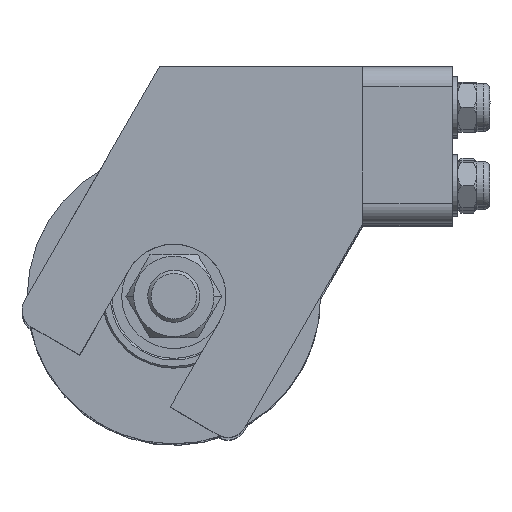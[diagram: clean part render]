
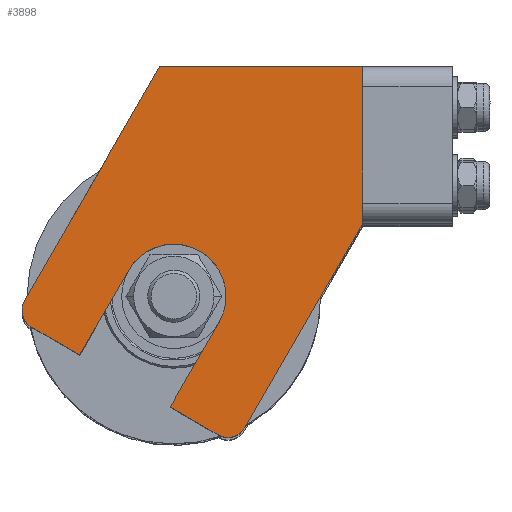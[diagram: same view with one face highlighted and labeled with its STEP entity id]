
A CAD part, top view. The second image highlights one B-rep face of the part: STEP entity #3898.
In plain terms, the highlighted face is planar.
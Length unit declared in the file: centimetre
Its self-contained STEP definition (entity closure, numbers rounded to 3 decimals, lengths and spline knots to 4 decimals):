
#370=VECTOR('',#4913,1.);
#378=VECTOR('',#4922,1.);
#379=VECTOR('',#4925,1.);
#380=VECTOR('',#4926,1.);
#381=VECTOR('',#4929,1.);
#382=VECTOR('',#4930,1.);
#383=VECTOR('',#4933,1.);
#384=VECTOR('',#4934,1.);
#623=LINE('',#6143,#370);
#631=LINE('',#6159,#378);
#632=LINE('',#6163,#379);
#633=LINE('',#6165,#380);
#634=LINE('',#6169,#381);
#635=LINE('',#6171,#382);
#636=LINE('',#6175,#383);
#637=LINE('',#6177,#384);
#1253=PLANE('',#4198);
#1481=VERTEX_POINT('',#6142);
#1482=VERTEX_POINT('',#6144);
#1489=VERTEX_POINT('',#6160);
#1490=VERTEX_POINT('',#6162);
#1491=VERTEX_POINT('',#6164);
#1492=VERTEX_POINT('',#6166);
#1493=VERTEX_POINT('',#6168);
#1494=VERTEX_POINT('',#6170);
#1495=VERTEX_POINT('',#6172);
#1496=VERTEX_POINT('',#6174);
#1497=VERTEX_POINT('',#6176);
#1738=CIRCLE('',#4199,0.3);
#1739=CIRCLE('',#4200,0.8);
#1740=CIRCLE('',#4201,0.3);
#2070=EDGE_CURVE('',#1482,#1481,#623,.T.);
#2078=EDGE_CURVE('',#1489,#1481,#631,.T.);
#2079=EDGE_CURVE('',#1490,#1489,#1738,.T.);
#2080=EDGE_CURVE('',#1491,#1490,#632,.T.);
#2081=EDGE_CURVE('',#1492,#1491,#633,.T.);
#2082=EDGE_CURVE('',#1493,#1492,#1739,.T.);
#2083=EDGE_CURVE('',#1494,#1493,#634,.T.);
#2084=EDGE_CURVE('',#1495,#1494,#635,.T.);
#2085=EDGE_CURVE('',#1496,#1495,#1740,.T.);
#2086=EDGE_CURVE('',#1497,#1496,#636,.T.);
#2087=EDGE_CURVE('',#1482,#1497,#637,.T.);
#2822=ORIENTED_EDGE('',*,*,#2078,.F.);
#2823=ORIENTED_EDGE('',*,*,#2079,.F.);
#2824=ORIENTED_EDGE('',*,*,#2080,.F.);
#2825=ORIENTED_EDGE('',*,*,#2081,.F.);
#2826=ORIENTED_EDGE('',*,*,#2082,.F.);
#2827=ORIENTED_EDGE('',*,*,#2083,.F.);
#2828=ORIENTED_EDGE('',*,*,#2084,.F.);
#2829=ORIENTED_EDGE('',*,*,#2085,.F.);
#2830=ORIENTED_EDGE('',*,*,#2086,.F.);
#2831=ORIENTED_EDGE('',*,*,#2087,.F.);
#2832=ORIENTED_EDGE('',*,*,#2070,.T.);
#3407=EDGE_LOOP('',(#2822,#2823,#2824,#2825,#2826,#2827,#2828,#2829,#2830,
#2831,#2832));
#3670=FACE_BOUND('',#3407,.T.);
#3898=ADVANCED_FACE('',(#3670),#1253,.F.);
#4198=AXIS2_PLACEMENT_3D('',#6158,#4921,$);
#4199=AXIS2_PLACEMENT_3D('',#6161,#4923,#4924);
#4200=AXIS2_PLACEMENT_3D('',#6167,#4927,#4928);
#4201=AXIS2_PLACEMENT_3D('',#6173,#4931,#4932);
#4913=DIRECTION('',(0.,1.,0.));
#4921=DIRECTION('',(0.,0.,1.));
#4922=DIRECTION('',(-0.866,-0.5,0.));
#4923=DIRECTION('',(0.,0.,1.));
#4924=DIRECTION('',(-0.3,0.,0.));
#4925=DIRECTION('',(-0.5,0.866,0.));
#4926=DIRECTION('',(0.866,0.5,0.));
#4927=DIRECTION('',(0.,0.,-1.));
#4928=DIRECTION('',(-0.8,0.,0.));
#4929=DIRECTION('',(-0.866,-0.5,0.));
#4930=DIRECTION('',(-0.5,0.866,0.));
#4931=DIRECTION('',(0.,0.,1.));
#4932=DIRECTION('',(-0.3,0.,0.));
#4933=DIRECTION('',(0.866,0.5,0.));
#4934=DIRECTION('',(1.,0.,0.));
#6142=CARTESIAN_POINT('',(0.,3.1177,-0.25));
#6143=CARTESIAN_POINT('',(0.,2.,-0.25));
#6144=CARTESIAN_POINT('',(0.,0.,-0.25));
#6158=CARTESIAN_POINT('',(2.8073,2.2777,-0.25));
#6159=CARTESIAN_POINT('',(2.3,4.4456,-0.25));
#6160=CARTESIAN_POINT('',(3.5863,5.1883,-0.25));
#6161=CARTESIAN_POINT('',(3.7363,4.9285,-0.25));
#6162=CARTESIAN_POINT('',(3.9962,5.0785,-0.25));
#6163=CARTESIAN_POINT('',(3.9962,5.0785,-0.25));
#6164=CARTESIAN_POINT('',(4.4212,4.3423,-0.25));
#6165=CARTESIAN_POINT('',(4.4212,4.3423,-0.25));
#6166=CARTESIAN_POINT('',(3.1221,3.5923,-0.25));
#6167=CARTESIAN_POINT('',(3.5221,2.8995,-0.25));
#6168=CARTESIAN_POINT('',(3.9221,2.2067,-0.25));
#6169=CARTESIAN_POINT('',(3.9221,2.2067,-0.25));
#6170=CARTESIAN_POINT('',(5.2212,2.9567,-0.25));
#6171=CARTESIAN_POINT('',(5.2212,2.9567,-0.25));
#6172=CARTESIAN_POINT('',(5.6462,2.2206,-0.25));
#6173=CARTESIAN_POINT('',(5.3863,2.0706,-0.25));
#6174=CARTESIAN_POINT('',(5.5363,1.8108,-0.25));
#6175=CARTESIAN_POINT('',(5.5363,1.8108,-0.25));
#6176=CARTESIAN_POINT('',(2.4,0.,-0.25));
#6177=CARTESIAN_POINT('',(2.4,0.,-0.25));
